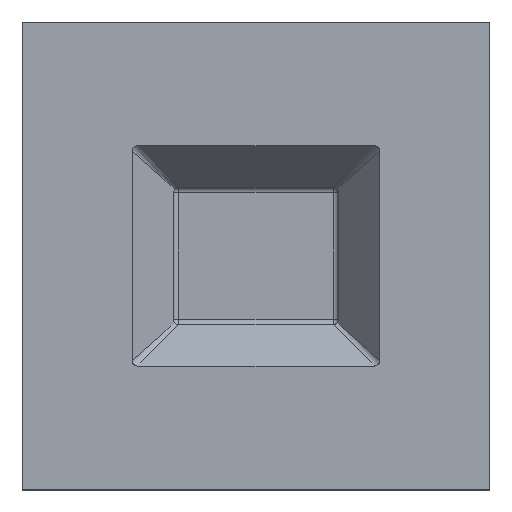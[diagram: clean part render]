
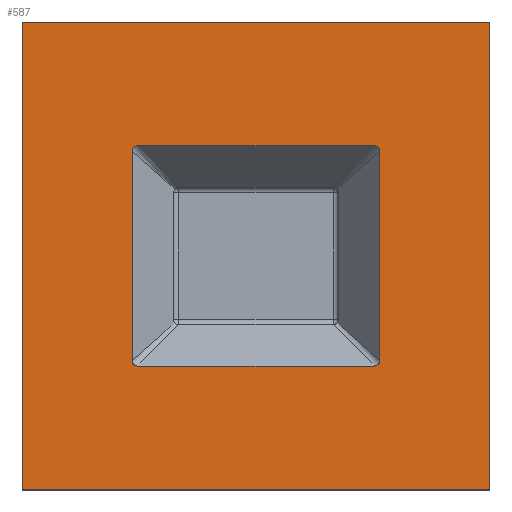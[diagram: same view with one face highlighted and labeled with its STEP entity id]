
A CAD part, top view. The second image highlights one B-rep face of the part: STEP entity #587.
In plain terms, the highlighted planar face has unit normal (0, 0, 1).
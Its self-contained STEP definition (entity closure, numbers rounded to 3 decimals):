
#15=FACE_BOUND('',#144,.T.);
#73=PLANE('',#669);
#108=FACE_OUTER_BOUND('',#143,.T.);
#143=EDGE_LOOP('',(#534,#535,#536,#537));
#144=EDGE_LOOP('',(#538,#539,#540,#541,#542,#543,#544,#545));
#148=LINE('',#882,#192);
#152=LINE('',#937,#196);
#157=LINE('',#958,#201);
#161=LINE('',#1007,#205);
#180=LINE('',#1116,#224);
#183=LINE('',#1122,#227);
#186=LINE('',#1128,#230);
#189=LINE('',#1132,#233);
#192=VECTOR('',#679,10.);
#196=VECTOR('',#693,10.);
#201=VECTOR('',#710,10.);
#205=VECTOR('',#720,10.);
#224=VECTOR('',#815,10.);
#227=VECTOR('',#820,10.);
#230=VECTOR('',#825,10.);
#233=VECTOR('',#830,10.);
#235=B_SPLINE_CURVE_WITH_KNOTS('',3,(#867,#868,#869,#870,#871),
 .UNSPECIFIED.,.F.,.F.,(4,1,4),(-1.,-0.571,0.),
 .UNSPECIFIED.);
#238=B_SPLINE_CURVE_WITH_KNOTS('',3,(#918,#919,#920,#921,#922),
 .UNSPECIFIED.,.F.,.F.,(4,1,4),(-1.,-0.571,0.),
 .UNSPECIFIED.);
#242=B_SPLINE_CURVE_WITH_KNOTS('',3,(#995,#996,#997,#998,#999),
 .UNSPECIFIED.,.F.,.F.,(4,1,4),(-1.,-0.571,0.),
 .UNSPECIFIED.);
#245=B_SPLINE_CURVE_WITH_KNOTS('',3,(#1039,#1040,#1041,#1042,#1043),
 .UNSPECIFIED.,.F.,.F.,(4,1,4),(-1.,-0.571,0.),
 .UNSPECIFIED.);
#248=VERTEX_POINT('',#864);
#249=VERTEX_POINT('',#866);
#252=VERTEX_POINT('',#881);
#258=VERTEX_POINT('',#917);
#261=VERTEX_POINT('',#936);
#270=VERTEX_POINT('',#955);
#271=VERTEX_POINT('',#957);
#274=VERTEX_POINT('',#994);
#292=VERTEX_POINT('',#1113);
#293=VERTEX_POINT('',#1115);
#295=VERTEX_POINT('',#1121);
#297=VERTEX_POINT('',#1127);
#300=EDGE_CURVE('',#249,#248,#235,.T.);
#304=EDGE_CURVE('',#252,#249,#148,.T.);
#311=EDGE_CURVE('',#258,#252,#238,.T.);
#315=EDGE_CURVE('',#261,#258,#152,.T.);
#325=EDGE_CURVE('',#271,#270,#157,.T.);
#329=EDGE_CURVE('',#274,#271,#242,.T.);
#334=EDGE_CURVE('',#248,#274,#161,.T.);
#337=EDGE_CURVE('',#270,#261,#245,.T.);
#372=EDGE_CURVE('',#293,#292,#180,.T.);
#375=EDGE_CURVE('',#295,#293,#183,.T.);
#378=EDGE_CURVE('',#297,#295,#186,.T.);
#381=EDGE_CURVE('',#292,#297,#189,.T.);
#534=ORIENTED_EDGE('',*,*,#381,.T.);
#535=ORIENTED_EDGE('',*,*,#378,.T.);
#536=ORIENTED_EDGE('',*,*,#375,.T.);
#537=ORIENTED_EDGE('',*,*,#372,.T.);
#538=ORIENTED_EDGE('',*,*,#325,.T.);
#539=ORIENTED_EDGE('',*,*,#337,.T.);
#540=ORIENTED_EDGE('',*,*,#315,.T.);
#541=ORIENTED_EDGE('',*,*,#311,.T.);
#542=ORIENTED_EDGE('',*,*,#304,.T.);
#543=ORIENTED_EDGE('',*,*,#300,.T.);
#544=ORIENTED_EDGE('',*,*,#334,.T.);
#545=ORIENTED_EDGE('',*,*,#329,.T.);
#587=ADVANCED_FACE('',(#108,#15),#73,.T.);
#669=AXIS2_PLACEMENT_3D('',#1133,#831,#832);
#679=DIRECTION('',(0.,1.,0.));
#693=DIRECTION('',(-1.,0.,0.));
#710=DIRECTION('',(0.,-1.,0.));
#720=DIRECTION('',(1.,0.,0.));
#815=DIRECTION('',(1.,0.,0.));
#820=DIRECTION('',(0.,-1.,0.));
#825=DIRECTION('',(-1.,0.,0.));
#830=DIRECTION('',(0.,1.,0.));
#831=DIRECTION('center_axis',(0.,0.,1.));
#832=DIRECTION('ref_axis',(0.,-1.,0.));
#864=CARTESIAN_POINT('',(-43.,40.,30.));
#866=CARTESIAN_POINT('',(-45.,38.,30.));
#867=CARTESIAN_POINT('Ctrl Pts',(-45.,38.,30.));
#868=CARTESIAN_POINT('Ctrl Pts',(-45.,38.449,30.));
#869=CARTESIAN_POINT('Ctrl Pts',(-44.634,39.498,30.));
#870=CARTESIAN_POINT('Ctrl Pts',(-43.598,40.,30.));
#871=CARTESIAN_POINT('Ctrl Pts',(-43.,40.,30.));
#881=CARTESIAN_POINT('',(-45.,-38.,30.));
#882=CARTESIAN_POINT('',(-45.,19.,30.));
#917=CARTESIAN_POINT('',(-43.,-40.,30.));
#918=CARTESIAN_POINT('Ctrl Pts',(-43.,-40.,30.));
#919=CARTESIAN_POINT('Ctrl Pts',(-43.449,-40.,30.));
#920=CARTESIAN_POINT('Ctrl Pts',(-44.498,-39.634,30.));
#921=CARTESIAN_POINT('Ctrl Pts',(-45.,-38.598,30.));
#922=CARTESIAN_POINT('Ctrl Pts',(-45.,-38.,30.));
#936=CARTESIAN_POINT('',(43.,-40.,30.));
#937=CARTESIAN_POINT('',(-21.5,-40.,30.));
#955=CARTESIAN_POINT('',(45.,-38.,30.));
#957=CARTESIAN_POINT('',(45.,38.,30.));
#958=CARTESIAN_POINT('',(45.,-19.,30.));
#994=CARTESIAN_POINT('',(43.,40.,30.));
#995=CARTESIAN_POINT('Ctrl Pts',(43.,40.,30.));
#996=CARTESIAN_POINT('Ctrl Pts',(43.449,40.,30.));
#997=CARTESIAN_POINT('Ctrl Pts',(44.498,39.634,30.));
#998=CARTESIAN_POINT('Ctrl Pts',(45.,38.598,30.));
#999=CARTESIAN_POINT('Ctrl Pts',(45.,38.,30.));
#1007=CARTESIAN_POINT('',(21.5,40.,30.));
#1039=CARTESIAN_POINT('Ctrl Pts',(45.,-38.,30.));
#1040=CARTESIAN_POINT('Ctrl Pts',(45.,-38.449,30.));
#1041=CARTESIAN_POINT('Ctrl Pts',(44.634,-39.498,30.));
#1042=CARTESIAN_POINT('Ctrl Pts',(43.598,-40.,30.));
#1043=CARTESIAN_POINT('Ctrl Pts',(43.,-40.,30.));
#1113=CARTESIAN_POINT('',(85.,-85.,30.));
#1115=CARTESIAN_POINT('',(-85.,-85.,30.));
#1116=CARTESIAN_POINT('',(-85.,-85.,30.));
#1121=CARTESIAN_POINT('',(-85.,85.,30.));
#1122=CARTESIAN_POINT('',(-85.,85.,30.));
#1127=CARTESIAN_POINT('',(85.,85.,30.));
#1128=CARTESIAN_POINT('',(85.,85.,30.));
#1132=CARTESIAN_POINT('',(85.,-85.,30.));
#1133=CARTESIAN_POINT('Origin',(0.,0.,30.));
